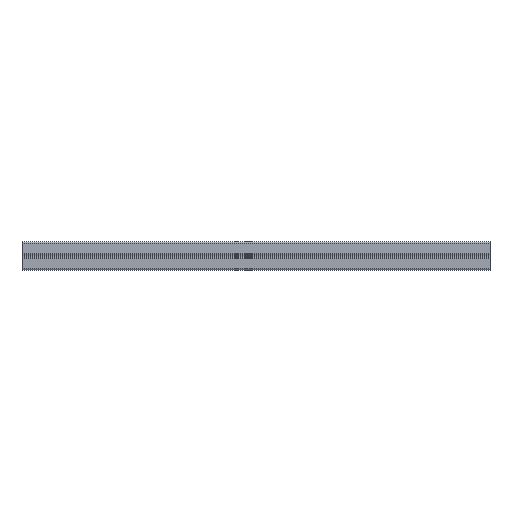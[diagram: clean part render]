
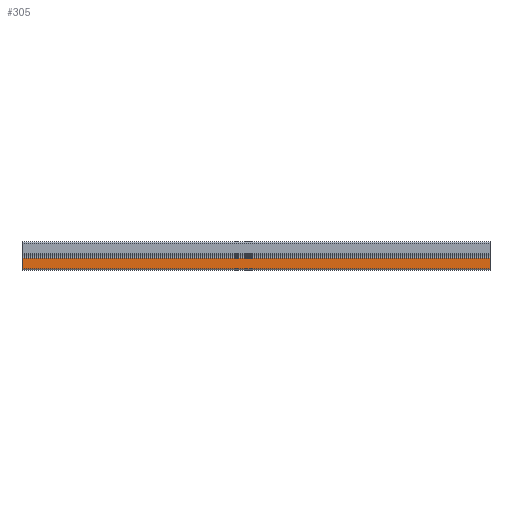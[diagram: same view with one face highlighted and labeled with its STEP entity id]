
A CAD part, front view. The second image highlights one B-rep face of the part: STEP entity #305.
In plain terms, the highlighted planar face has unit normal (0, -1, 0).
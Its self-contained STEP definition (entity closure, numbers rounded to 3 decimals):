
#305=ADVANCED_FACE('',(#694),#695,.F.);
#694=FACE_OUTER_BOUND('',#1148,.T.);
#695=PLANE('',#1149);
#1148=EDGE_LOOP('',(#2768,#2769,#2770,#2771));
#1149=AXIS2_PLACEMENT_3D('',#2772,#2773,#2774);
#2768=ORIENTED_EDGE('',*,*,#3802,.F.);
#2769=ORIENTED_EDGE('',*,*,#3813,.F.);
#2770=ORIENTED_EDGE('',*,*,#3377,.F.);
#2771=ORIENTED_EDGE('',*,*,#3812,.T.);
#2772=CARTESIAN_POINT('',(3000.0,-30.0,-16.1));
#2773=DIRECTION('',(0.0,1.0,0.));
#2774=DIRECTION('',(0.0,0.,1.0));
#3377=EDGE_CURVE('',#4171,#4173,#4174,.T.);
#3802=EDGE_CURVE('',#4876,#4878,#4879,.T.);
#3812=EDGE_CURVE('',#4171,#4878,#4892,.T.);
#3813=EDGE_CURVE('',#4173,#4876,#4893,.T.);
#4171=VERTEX_POINT('',#5315);
#4173=VERTEX_POINT('',#5318);
#4174=LINE('',#5319,#5320);
#4876=VERTEX_POINT('',#6329);
#4878=VERTEX_POINT('',#6331);
#4879=LINE('',#6332,#6333);
#4892=LINE('',#6354,#6355);
#4893=LINE('',#6356,#6357);
#5315=CARTESIAN_POINT('',(500.0,-30.0,-4.7));
#5318=CARTESIAN_POINT('',(500.0,-30.0,-27.5));
#5319=CARTESIAN_POINT('',(500.0,-30.0,-16.1));
#5320=VECTOR('',#6797,1.0);
#6329=CARTESIAN_POINT('',(-500.0,-30.0,-27.5));
#6331=CARTESIAN_POINT('',(-500.0,-30.0,-4.7));
#6332=CARTESIAN_POINT('',(-500.0,-30.0,-16.1));
#6333=VECTOR('',#7456,1.0);
#6354=CARTESIAN_POINT('',(3000.0,-30.0,-4.7));
#6355=VECTOR('',#7468,1.0);
#6356=CARTESIAN_POINT('',(3000.0,-30.0,-27.5));
#6357=VECTOR('',#7469,1.0);
#6797=DIRECTION('',(0.0,0.,-1.0));
#7456=DIRECTION('',(0.0,0.,1.0));
#7468=DIRECTION('',(-1.0,0.0,0.0));
#7469=DIRECTION('',(-1.0,0.0,0.0));
